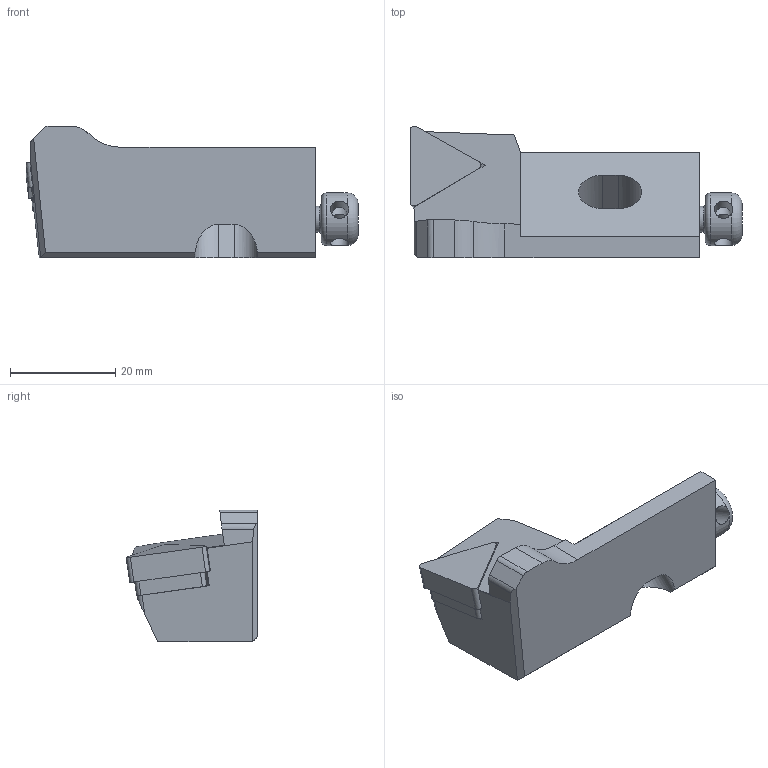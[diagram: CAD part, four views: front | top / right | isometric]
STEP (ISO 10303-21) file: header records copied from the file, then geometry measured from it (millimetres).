
FILE_DESCRIPTION(/* description */ (''),/* implementation_level */ '2;1');
FILE_NAME(/* name */ 'PTFNL-16CA-16.stp',/* time_stamp */ '2023-10-26T08:42:59+03:00',/* author */ (''),/* organization */ (''),/* preprocessor_version */ 'ST-DEVELOPER v19.4',/* originating_system */ 'SIEMENS PLM Software NX2306.3001',/* authorisation */ '');
FILE_SCHEMA (('AP203_CONFIGURATION_CONTROLLED_3D_DESIGN_OF_MECHANICAL_PARTS_AND_ASSEMBLIES_MIM_LF { 1 0 10303 403 2 1 2}'));
Length unit declared in the file: millimetre
Products named in the file (1): model1
Bounding box: 63 x 25 x 25 mm (x, y, z)
Volume: 17331.9 mm3; surface area: 6209.6 mm2
Topology: 2 solids, 2 shells, 66 faces, 187 edges, 120 vertices
Faces by surface type: plane 42, cylinder 21, torus 3
Full cylindrical faces by diameter (mm): 3.5 x4, 4.9 x1, 10 x1
Entity records: 2820 total; most frequent: CARTESIAN_POINT 593, DIRECTION 350, ORIENTED_EDGE 344, EDGE_CURVE 172, AXIS2_PLACEMENT_3D 119, VERTEX_POINT 114, LINE 112, VECTOR 112
